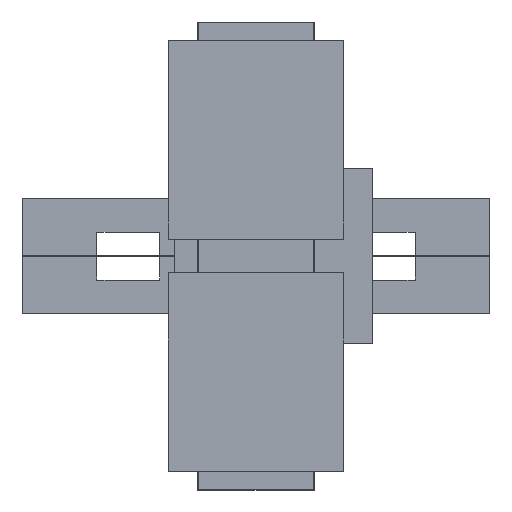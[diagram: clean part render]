
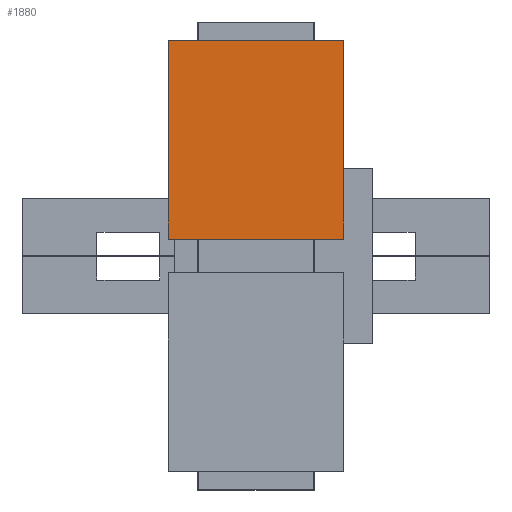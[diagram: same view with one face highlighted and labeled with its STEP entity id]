
A CAD part, top view. The second image highlights one B-rep face of the part: STEP entity #1880.
In plain terms, the highlighted planar face has unit normal (0, 0, 1).
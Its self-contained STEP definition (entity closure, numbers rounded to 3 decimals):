
#1880 = ADVANCED_FACE( '', ( #4927 ), #4928, .T. );
#4927 = FACE_OUTER_BOUND( '', #8311, .T. );
#4928 = PLANE( '', #8312 );
#8311 = EDGE_LOOP( '', ( #21905, #21906, #21907, #21908 ) );
#8312 = AXIS2_PLACEMENT_3D( '', #21909, #21910, #21911 );
#21905 = ORIENTED_EDGE( '', *, *, #25843, .T. );
#21906 = ORIENTED_EDGE( '', *, *, #25880, .T. );
#21907 = ORIENTED_EDGE( '', *, *, #25884, .T. );
#21908 = ORIENTED_EDGE( '', *, *, #25875, .T. );
#21909 = CARTESIAN_POINT( '', ( -70., -75., 54. ) );
#21910 = DIRECTION( '', ( 0., 0., 1. ) );
#21911 = DIRECTION( '', ( 1., 0., 0. ) );
#25843 = EDGE_CURVE( '', #32303, #32301, #32304, .T. );
#25875 = EDGE_CURVE( '', #32360, #32303, #32361, .T. );
#25880 = EDGE_CURVE( '', #32301, #32367, #32369, .T. );
#25884 = EDGE_CURVE( '', #32367, #32360, #32375, .T. );
#32301 = VERTEX_POINT( '', #45172 );
#32303 = VERTEX_POINT( '', #45175 );
#32304 = LINE( '', #45176, #45177 );
#32360 = VERTEX_POINT( '', #45253 );
#32361 = LINE( '', #45254, #45255 );
#32367 = VERTEX_POINT( '', #45263 );
#32369 = LINE( '', #45266, #45267 );
#32375 = LINE( '', #45275, #45276 );
#45172 = CARTESIAN_POINT( '', ( -70., -75., 54. ) );
#45175 = CARTESIAN_POINT( '', ( -70., 75., 54. ) );
#45176 = CARTESIAN_POINT( '', ( -70., 75., 54. ) );
#45177 = VECTOR( '', #49478, 1000. );
#45253 = CARTESIAN_POINT( '', ( 100., 75., 54. ) );
#45254 = CARTESIAN_POINT( '', ( 100., 75., 54. ) );
#45255 = VECTOR( '', #49532, 1000. );
#45263 = CARTESIAN_POINT( '', ( 100., -75., 54. ) );
#45266 = CARTESIAN_POINT( '', ( -70., -75., 54. ) );
#45267 = VECTOR( '', #49539, 1000. );
#45275 = CARTESIAN_POINT( '', ( 100., -75., 54. ) );
#45276 = VECTOR( '', #49545, 1000. );
#49478 = DIRECTION( '', ( 0., -1., 0. ) );
#49532 = DIRECTION( '', ( -1., 0., 0. ) );
#49539 = DIRECTION( '', ( 1., 0., 0. ) );
#49545 = DIRECTION( '', ( 0., 1., 0. ) );
